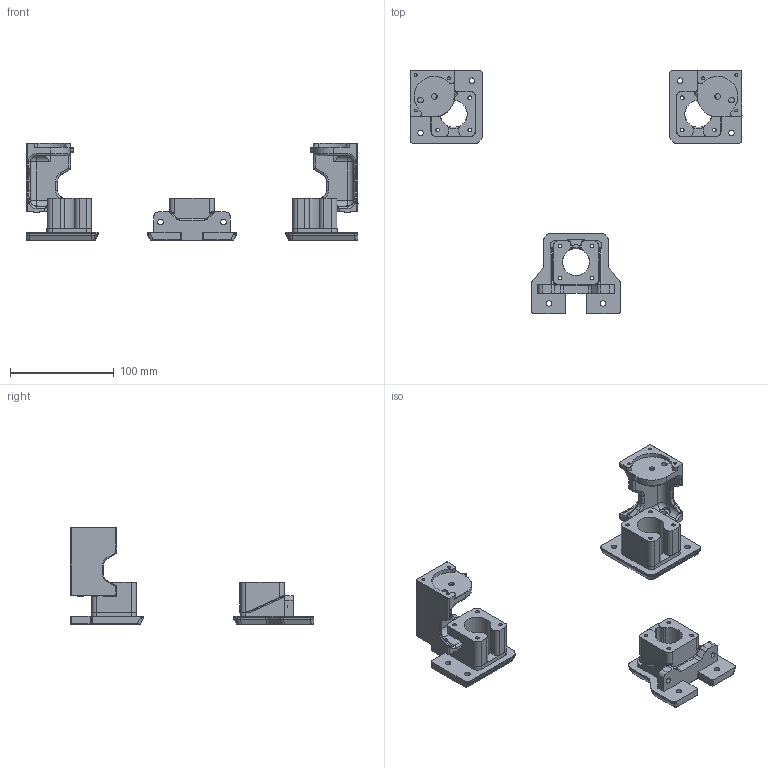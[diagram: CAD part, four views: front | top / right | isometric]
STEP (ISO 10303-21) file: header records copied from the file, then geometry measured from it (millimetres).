
FILE_DESCRIPTION(/* description */ (''),/* implementation_level */ '2;1');
FILE_NAME(/* name */ 'VT_Lowered_Z_Motor_Mounts-v1.1.step',/* time_stamp */ '2022-12-02T17:01:02+01:00',/* author */ (''),/* organization */ (''),/* preprocessor_version */ 'ST-DEVELOPER v19.2',/* originating_system */ 'Autodesk Translation Framework v11.17.0.187',/* authorisation */ '');
FILE_SCHEMA (('AUTOMOTIVE_DESIGN { 1 0 10303 214 3 1 1 }'));
Length unit declared in the file: millimetre
Products named in the file (7): VT Lowered Z Motor Mounts v1.1 - export; Z_Motor_Mount_Left; Z_Motor_Mount_Rear; Z_Motor_Mount_Right; Cover; Corner_A; Corner_B
Assembly tree (6 placements, depth 2):
  VT Lowered Z Motor Mounts v1.1 - export
    Z_Motor_Mount_Left
    Z_Motor_Mount_Rear
    Z_Motor_Mount_Right
    Cover
    Corner_A
    Corner_B
Bounding box: 320 x 234.9 x 94 mm (x, y, z)
Volume: 312783.2 mm3; surface area: 99658.9 mm2
Topology: 6 solids, 6 shells, 1123 faces, 2834 edges, 1725 vertices
Faces by surface type: plane 584, cylinder 353, bspline 77, cone 49, torus 40, sphere 20
Full cylindrical faces by diameter (mm): 2.8 x6, 3.5 x14, 5.4 x18, 5.5 x2, 6 x12, 10 x10, 11 x2, 26 x3
Entity records: 36033 total; most frequent: CARTESIAN_POINT 8482, DIRECTION 5903, ORIENTED_EDGE 5640, EDGE_CURVE 2820, AXIS2_PLACEMENT_3D 2109, VERTEX_POINT 1726, LINE 1685, VECTOR 1685
